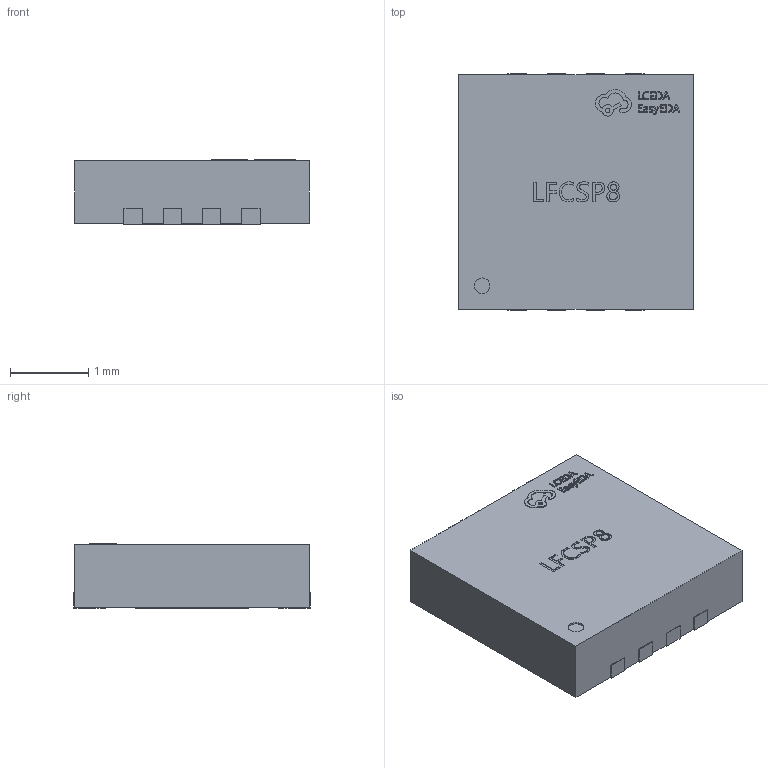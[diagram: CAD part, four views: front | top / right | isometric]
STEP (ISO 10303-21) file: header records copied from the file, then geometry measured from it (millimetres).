
FILE_DESCRIPTION (( 'STEP AP214' ), '1' );
FILE_NAME ('LFCSP-8_L3.0-W3.0-P0.50-BL-EP-1.step', '2022-06-20T11:24:51', ( '' ), ( '' ), 'SwSTEP 2.0', 'SolidWorks 2020', '' );
FILE_SCHEMA (( 'AUTOMOTIVE_DESIGN' ));
Length unit declared in the file: millimetre
Products named in the file (1): LFCSP-8_L3.0-W3.0-P0.50-BL-EP-1
Bounding box: 3 x 3.02 x 0.82 mm (x, y, z)
Volume: 7.2 mm3; surface area: 28 mm2
Topology: 1 solids, 1 shells, 424 faces, 1155 edges, 770 vertices
Faces by surface type: plane 261, bspline 152, cylinder 11
Entity records: 20808 total; most frequent: CARTESIAN_POINT 7038, ORIENTED_EDGE 2310, DIRECTION 1415, EDGE_CURVE 1155, VECTOR 825, LINE 825, VERTEX_POINT 770, EDGE_LOOP 461
